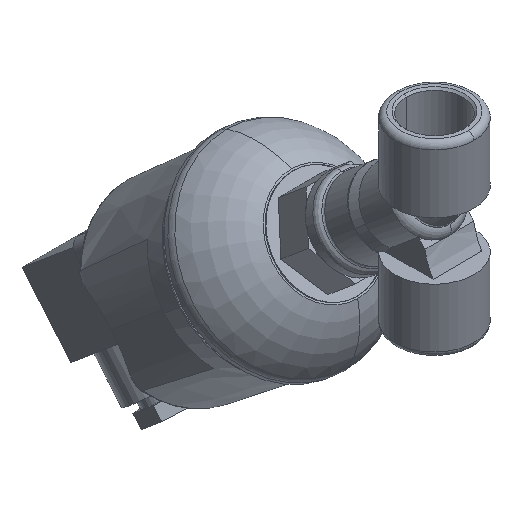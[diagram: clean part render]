
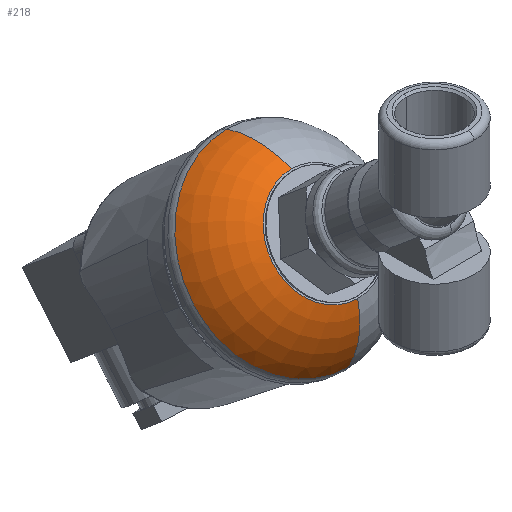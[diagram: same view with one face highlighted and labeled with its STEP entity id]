
A CAD part, isometric view. The second image highlights one B-rep face of the part: STEP entity #218.
In plain terms, the highlighted toroidal (fillet/blend) face has major radius 3.569 mm and minor radius 31.525 mm.
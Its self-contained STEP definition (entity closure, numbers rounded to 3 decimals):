
#218=ADVANCED_FACE('',(#521),#522,.T.);
#521=FACE_OUTER_BOUND('',#828,.T.);
#522=TOROIDAL_SURFACE('',#829,3.569,31.525);
#828=EDGE_LOOP('',(#2020,#2021,#2022,#2023));
#829=AXIS2_PLACEMENT_3D('',#2024,#2025,#2026);
#2020=ORIENTED_EDGE('',*,*,#2088,.T.);
#2021=ORIENTED_EDGE('',*,*,#2445,.F.);
#2022=ORIENTED_EDGE('',*,*,#2091,.T.);
#2023=ORIENTED_EDGE('',*,*,#2444,.T.);
#2024=CARTESIAN_POINT('',(0.0,59.773,-50.156));
#2025=DIRECTION('',(0.0,0.766,-0.643));
#2026=DIRECTION('',(0.0,0.643,0.766));
#2088=EDGE_CURVE('',#2500,#2491,#2501,.T.);
#2091=EDGE_CURVE('',#2496,#2504,#2506,.T.);
#2444=EDGE_CURVE('',#2504,#2500,#3085,.T.);
#2445=EDGE_CURVE('',#2496,#2491,#3086,.T.);
#2491=VERTEX_POINT('',#3136);
#2496=VERTEX_POINT('',#3141);
#2500=VERTEX_POINT('',#3145);
#2501=CIRCLE('',#3146,31.525);
#2504=VERTEX_POINT('',#3149);
#2506=CIRCLE('',#3151,31.525);
#3085=CIRCLE('',#4568,18.0);
#3086=CIRCLE('',#4569,33.045);
#3136=CARTESIAN_POINT('',(0.,72.449,-17.655));
#3141=CARTESIAN_POINT('',(0.,29.967,-68.282));
#3145=CARTESIAN_POINT('',(0.,49.872,-18.351));
#3146=AXIS2_PLACEMENT_3D('',#4649,#4650,#4651);
#3149=CARTESIAN_POINT('',(0.,26.732,-45.928));
#3151=AXIS2_PLACEMENT_3D('',#4658,#4659,#4660);
#4568=AXIS2_PLACEMENT_3D('',#5335,#5336,#5337);
#4569=AXIS2_PLACEMENT_3D('',#5338,#5339,#5340);
#4649=CARTESIAN_POINT('',(0.,62.067,-47.422));
#4650=DIRECTION('',(-1.0,0.,0.));
#4651=DIRECTION('',(0.,0.643,0.766));
#4658=CARTESIAN_POINT('',(0.,57.479,-52.89));
#4659=DIRECTION('',(-1.0,0.,0.));
#4660=DIRECTION('',(0.,-0.643,-0.766));
#5335=CARTESIAN_POINT('',(0.0,38.302,-32.139));
#5336=DIRECTION('',(0.0,0.766,-0.643));
#5337=DIRECTION('',(1.0,0.0,0.0));
#5338=CARTESIAN_POINT('',(0.0,51.208,-42.969));
#5339=DIRECTION('',(0.0,0.766,-0.643));
#5340=DIRECTION('',(1.0,0.0,0.0));
